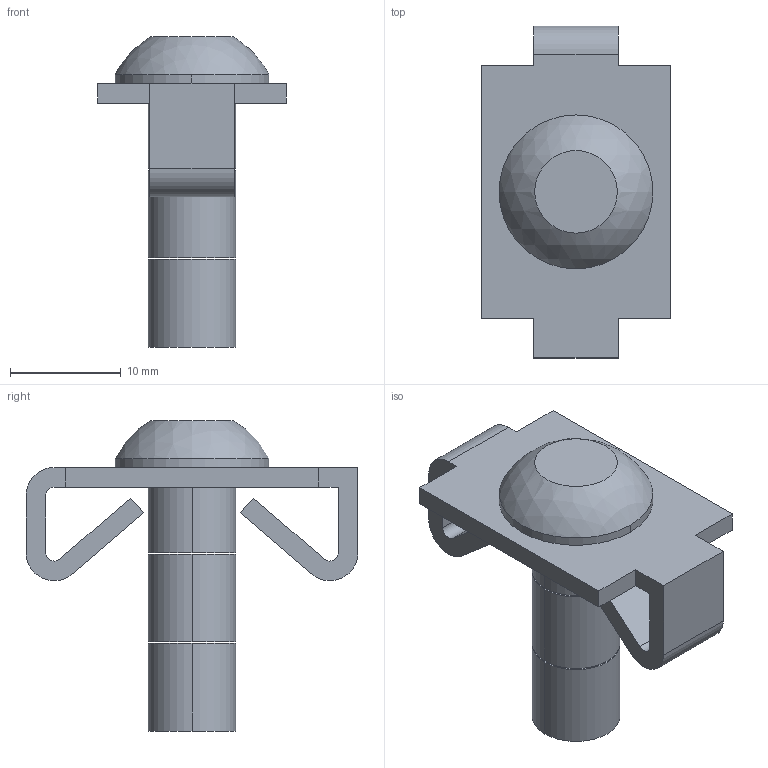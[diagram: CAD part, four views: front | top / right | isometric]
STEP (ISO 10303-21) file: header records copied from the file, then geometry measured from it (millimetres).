
FILE_DESCRIPTION((''),'2;1');
FILE_NAME('15MFAC3710.stp','2006-03-13T15:28:11',('Shawn Mantel'),('Faztek, LLC'),'Mechanical Desktop 2005','Mechanical Desktop 2005',', , ');
FILE_SCHEMA(('CONFIG_CONTROL_DESIGN'));
Length unit declared in the file: inch
Products named in the file (1): Product
Bounding box: 17.02 x 29.97 x 28.03 mm (x, y, z)
Volume: 2818.9 mm3; surface area: 2644.7 mm2
Topology: 3 solids, 3 shells, 47 faces, 111 edges, 76 vertices
Faces by surface type: plane 30, cylinder 16, sphere 1
Entity records: 1456 total; most frequent: DIRECTION 241, CARTESIAN_POINT 234, ORIENTED_EDGE 220, EDGE_CURVE 110, AXIS2_PLACEMENT_3D 82, VECTOR 77, LINE 77, VERTEX_POINT 74
